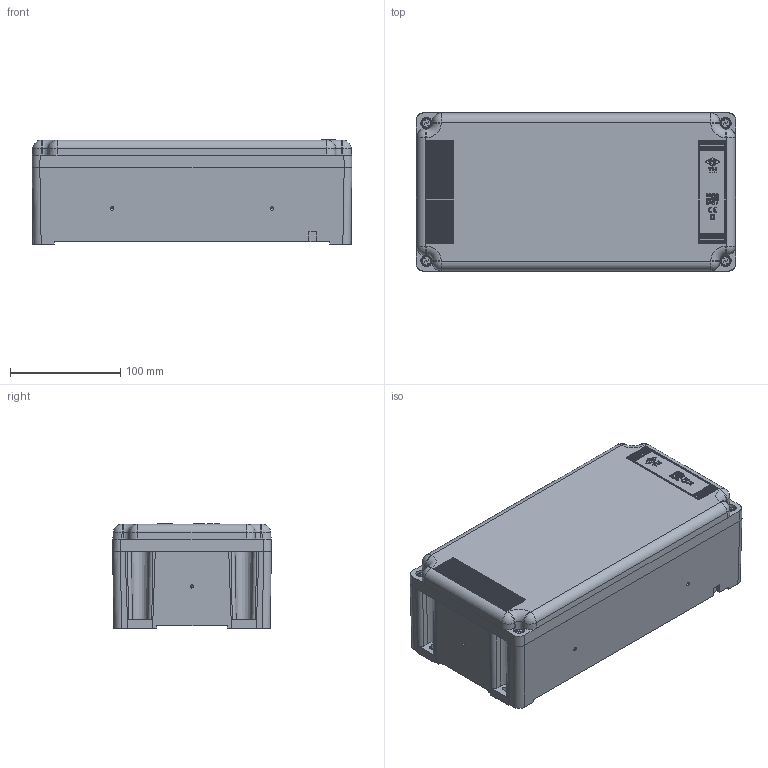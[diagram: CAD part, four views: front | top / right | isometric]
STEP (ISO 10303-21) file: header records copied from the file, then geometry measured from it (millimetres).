
FILE_DESCRIPTION(('Creo Elements/Direct Modeling STEP Export'),'2;1');
FILE_NAME('223mj5460vmt69311940','2024-01-31T13:52:50',(''),(''),'Creo Elements/Direct Modeling STEP processor for AP214 (Solid Model)','Creo Elements/Direct Modeling 20.5B 27-May-2023 (C) Parametric Technology GmbH','');
FILE_SCHEMA(('AUTOMOTIVE_DESIGN { 1 0 10303 214 1 1 1 1 }'));
Length unit declared in the file: millimetre
Products named in the file (3): SCATOLA_2914; COPERCHIO_2914; TM_2914_DB
Assembly tree (2 placements, depth 2):
  TM_2914_DB
    COPERCHIO_2914
    SCATOLA_2914
Bounding box: 290 x 144 x 94.9 mm (x, y, z)
Volume: 857582 mm3; surface area: 325234.1 mm2
Topology: 2 solids, 2 shells, 1153 faces, 3066 edges, 2018 vertices
Faces by surface type: plane 824, cylinder 243, cone 66, torus 12, sphere 8
Entity records: 44499 total; most frequent: CARTESIAN_POINT 6731, ORIENTED_EDGE 6088, DIRECTION 5599, EDGE_CURVE 3044, VECTOR 2355, LINE 2355, VERTEX_POINT 2018, AXIS2_PLACEMENT_3D 1622
